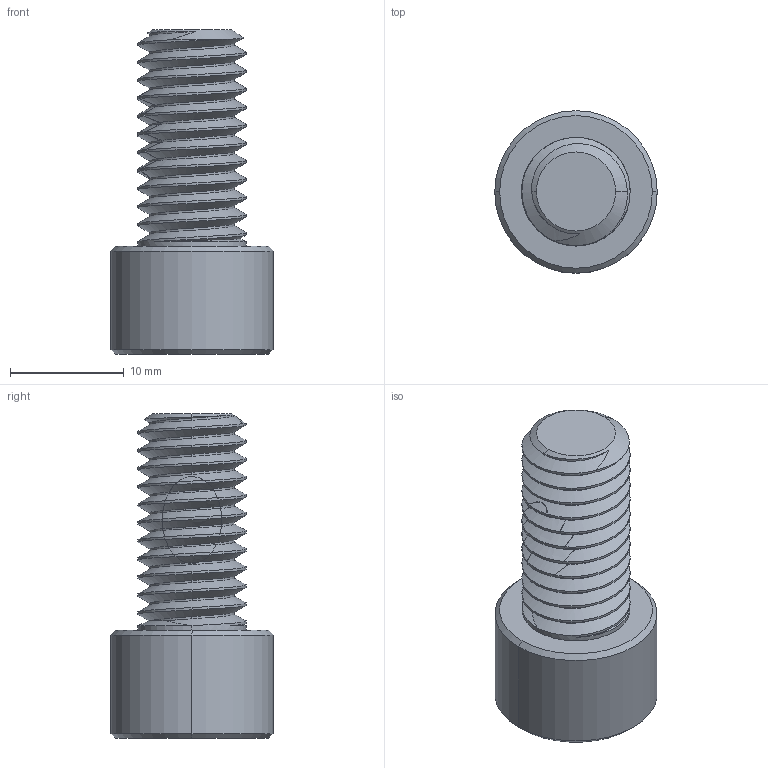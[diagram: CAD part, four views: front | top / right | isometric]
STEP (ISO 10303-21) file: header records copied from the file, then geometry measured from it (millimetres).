
FILE_DESCRIPTION (( 'STEP AP203' ), '1' );
FILE_NAME ('2158103144_91205A622_sldprt.STEP', '2023-01-20T01:24:53', ( '' ), ( '' ), 'SwSTEP 2.0', 'SolidWorks 2022', '' );
FILE_SCHEMA (( 'CONFIG_CONTROL_DESIGN' ));
Length unit declared in the file: inch
Products named in the file (1): 2158103144_91205A622_sldprt
Bounding box: 14.29 x 14.29 x 28.57 mm (x, y, z)
Volume: 2281.9 mm3; surface area: 1737.5 mm2
Topology: 1 solids, 1 shells, 111 faces, 302 edges, 195 vertices
Faces by surface type: cylinder 62, bspline 23, cone 16, plane 10
Entity records: 9091 total; most frequent: CARTESIAN_POINT 6783, ORIENTED_EDGE 604, EDGE_CURVE 302, DIRECTION 295, VERTEX_POINT 195, B_SPLINE_CURVE_WITH_KNOTS 123, AXIS2_PLACEMENT_3D 115, EDGE_LOOP 113
